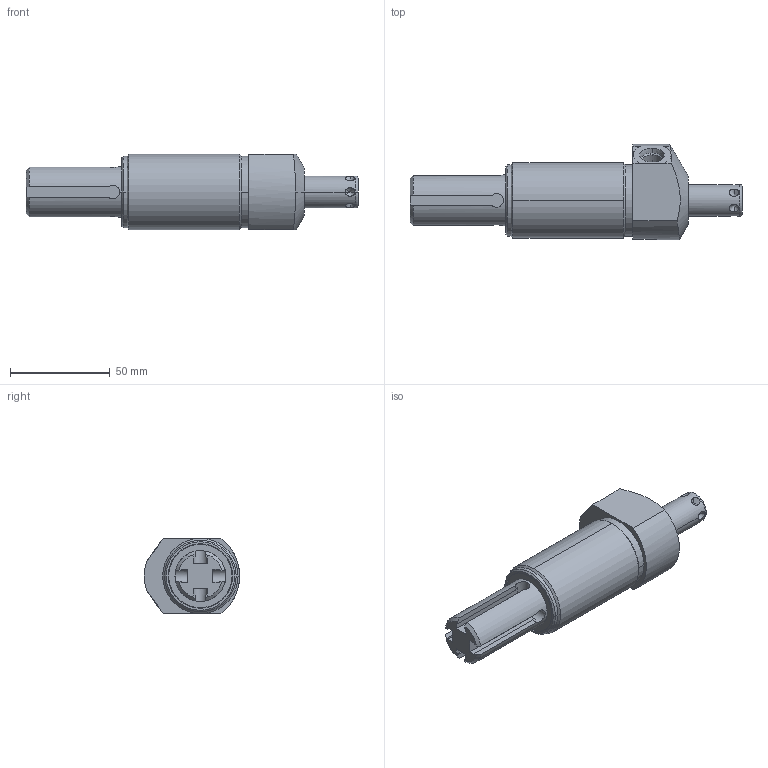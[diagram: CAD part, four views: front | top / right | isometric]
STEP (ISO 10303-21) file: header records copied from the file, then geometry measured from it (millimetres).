
FILE_DESCRIPTION((''),'2;1');
FILE_NAME('ILC14020901RPS','2020-07-03T',('jweaver'),(''),'PRO/ENGINEER BY PARAMETRIC TECHNOLOGY CORPORATION, 2013320','PRO/ENGINEER BY PARAMETRIC TECHNOLOGY CORPORATION, 2013320','');
FILE_SCHEMA(('AUTOMOTIVE_DESIGN { 1 0 10303 214 1 1 1 1 }'));
Length unit declared in the file: inch
Products named in the file (1): ILC14020901RPS
Bounding box: 166.17 x 47.62 x 37.85 mm (x, y, z)
Volume: 128404.4 mm3; surface area: 23794.5 mm2
Topology: 1 solids, 2 shells, 118 faces, 310 edges, 193 vertices
Faces by surface type: plane 46, cylinder 36, cone 34, torus 2
Entity records: 5069 total; most frequent: CARTESIAN_POINT 1052, ORIENTED_EDGE 588, DIRECTION 582, PRESENTATION_STYLE_ASSIGNMENT 307, STYLED_ITEM 298, CURVE_STYLE 296, EDGE_CURVE 296, AXIS2_PLACEMENT_3D 215
